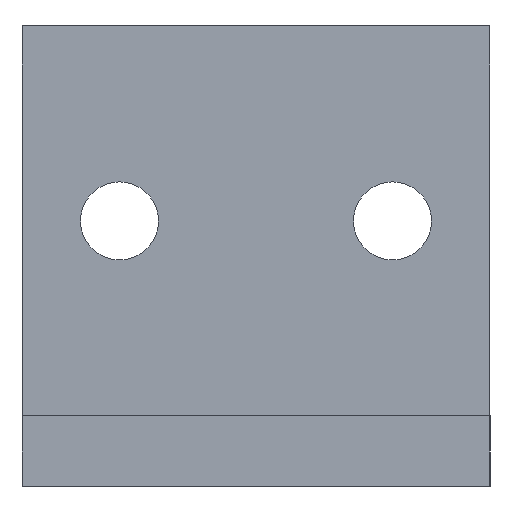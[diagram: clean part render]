
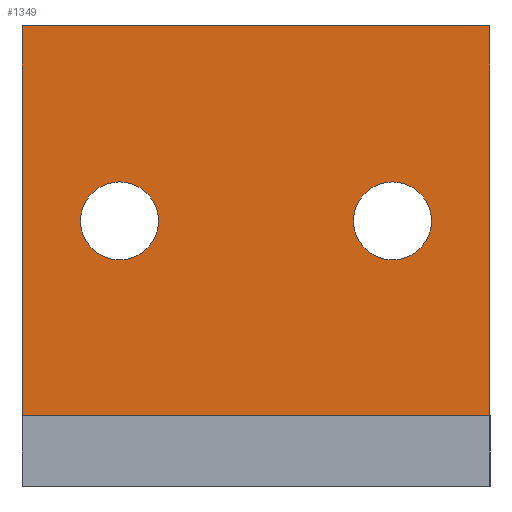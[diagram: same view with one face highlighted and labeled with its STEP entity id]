
A CAD part, left-side view. The second image highlights one B-rep face of the part: STEP entity #1349.
In plain terms, the highlighted planar face has unit normal (-1, 0, 0).
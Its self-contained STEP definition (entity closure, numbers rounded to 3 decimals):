
#638 = VERTEX_POINT('',#639);
#639 = CARTESIAN_POINT('',(-18.4,-6.,1.8));
#653 = PLANE('',#654);
#654 = AXIS2_PLACEMENT_3D('',#655,#656,#657);
#655 = CARTESIAN_POINT('',(-16.6,-6.,1.8));
#656 = DIRECTION('',(0.,-1.,0.));
#657 = DIRECTION('',(-1.,0.,0.));
#681 = PLANE('',#682);
#682 = AXIS2_PLACEMENT_3D('',#683,#684,#685);
#683 = CARTESIAN_POINT('',(-18.4,-6.,0.));
#684 = DIRECTION('',(-1.,0.,0.));
#685 = DIRECTION('',(0.,1.,0.));
#720 = VERTEX_POINT('',#721);
#721 = CARTESIAN_POINT('',(-18.4,6.,1.8));
#756 = PLANE('',#757);
#757 = AXIS2_PLACEMENT_3D('',#758,#759,#760);
#758 = CARTESIAN_POINT('',(-18.4,6.,1.8));
#759 = DIRECTION('',(0.,1.,0.));
#760 = DIRECTION('',(1.,0.,0.));
#834 = PLANE('',#835);
#835 = AXIS2_PLACEMENT_3D('',#836,#837,#838);
#836 = CARTESIAN_POINT('',(-18.4,6.,11.8));
#837 = DIRECTION('',(0.,0.,1.));
#838 = DIRECTION('',(1.,0.,0.));
#954 = CYLINDRICAL_SURFACE('',#955,1.);
#955 = AXIS2_PLACEMENT_3D('',#956,#957,#958);
#956 = CARTESIAN_POINT('',(-16.6,-3.5,6.8));
#957 = DIRECTION('',(1.,0.,0.));
#958 = DIRECTION('',(0.,1.,0.));
#985 = CYLINDRICAL_SURFACE('',#986,1.);
#986 = AXIS2_PLACEMENT_3D('',#987,#988,#989);
#987 = CARTESIAN_POINT('',(-16.6,3.5,6.8));
#988 = DIRECTION('',(1.,0.,0.));
#989 = DIRECTION('',(0.,1.,0.));
#1089 = EDGE_CURVE('',#638,#720,#1090,.T.);
#1090 = SURFACE_CURVE('',#1091,(#1095,#1102),.PCURVE_S1.);
#1091 = LINE('',#1092,#1093);
#1092 = CARTESIAN_POINT('',(-18.4,-6.,1.8));
#1093 = VECTOR('',#1094,1.);
#1094 = DIRECTION('',(0.,1.,0.));
#1095 = PCURVE('',#681,#1096);
#1096 = DEFINITIONAL_REPRESENTATION('',(#1097),#1101);
#1097 = LINE('',#1098,#1099);
#1098 = CARTESIAN_POINT('',(0.,-1.8));
#1099 = VECTOR('',#1100,1.);
#1100 = DIRECTION('',(1.,0.));
#1101 = ( GEOMETRIC_REPRESENTATION_CONTEXT(2) 
PARAMETRIC_REPRESENTATION_CONTEXT() REPRESENTATION_CONTEXT('2D SPACE',''
  ) );
#1102 = PCURVE('',#1103,#1108);
#1103 = PLANE('',#1104);
#1104 = AXIS2_PLACEMENT_3D('',#1105,#1106,#1107);
#1105 = CARTESIAN_POINT('',(-18.4,-6.,1.8));
#1106 = DIRECTION('',(-1.,0.,0.));
#1107 = DIRECTION('',(0.,1.,0.));
#1108 = DEFINITIONAL_REPRESENTATION('',(#1109),#1113);
#1109 = LINE('',#1110,#1111);
#1110 = CARTESIAN_POINT('',(0.,0.));
#1111 = VECTOR('',#1112,1.);
#1112 = DIRECTION('',(1.,0.));
#1113 = ( GEOMETRIC_REPRESENTATION_CONTEXT(2) 
PARAMETRIC_REPRESENTATION_CONTEXT() REPRESENTATION_CONTEXT('2D SPACE',''
  ) );
#1122 = VERTEX_POINT('',#1123);
#1123 = CARTESIAN_POINT('',(-18.4,-6.,11.8));
#1144 = EDGE_CURVE('',#638,#1122,#1145,.T.);
#1145 = SURFACE_CURVE('',#1146,(#1150,#1157),.PCURVE_S1.);
#1146 = LINE('',#1147,#1148);
#1147 = CARTESIAN_POINT('',(-18.4,-6.,1.8));
#1148 = VECTOR('',#1149,1.);
#1149 = DIRECTION('',(0.,0.,1.));
#1150 = PCURVE('',#653,#1151);
#1151 = DEFINITIONAL_REPRESENTATION('',(#1152),#1156);
#1152 = LINE('',#1153,#1154);
#1153 = CARTESIAN_POINT('',(1.8,0.));
#1154 = VECTOR('',#1155,1.);
#1155 = DIRECTION('',(0.,-1.));
#1156 = ( GEOMETRIC_REPRESENTATION_CONTEXT(2) 
PARAMETRIC_REPRESENTATION_CONTEXT() REPRESENTATION_CONTEXT('2D SPACE',''
  ) );
#1157 = PCURVE('',#1103,#1158);
#1158 = DEFINITIONAL_REPRESENTATION('',(#1159),#1163);
#1159 = LINE('',#1160,#1161);
#1160 = CARTESIAN_POINT('',(0.,0.));
#1161 = VECTOR('',#1162,1.);
#1162 = DIRECTION('',(0.,-1.));
#1163 = ( GEOMETRIC_REPRESENTATION_CONTEXT(2) 
PARAMETRIC_REPRESENTATION_CONTEXT() REPRESENTATION_CONTEXT('2D SPACE',''
  ) );
#1169 = EDGE_CURVE('',#720,#1170,#1172,.T.);
#1170 = VERTEX_POINT('',#1171);
#1171 = CARTESIAN_POINT('',(-18.4,6.,11.8));
#1172 = SURFACE_CURVE('',#1173,(#1177,#1184),.PCURVE_S1.);
#1173 = LINE('',#1174,#1175);
#1174 = CARTESIAN_POINT('',(-18.4,6.,1.8));
#1175 = VECTOR('',#1176,1.);
#1176 = DIRECTION('',(0.,0.,1.));
#1177 = PCURVE('',#756,#1178);
#1178 = DEFINITIONAL_REPRESENTATION('',(#1179),#1183);
#1179 = LINE('',#1180,#1181);
#1180 = CARTESIAN_POINT('',(0.,0.));
#1181 = VECTOR('',#1182,1.);
#1182 = DIRECTION('',(0.,-1.));
#1183 = ( GEOMETRIC_REPRESENTATION_CONTEXT(2) 
PARAMETRIC_REPRESENTATION_CONTEXT() REPRESENTATION_CONTEXT('2D SPACE',''
  ) );
#1184 = PCURVE('',#1103,#1185);
#1185 = DEFINITIONAL_REPRESENTATION('',(#1186),#1190);
#1186 = LINE('',#1187,#1188);
#1187 = CARTESIAN_POINT('',(12.,0.));
#1188 = VECTOR('',#1189,1.);
#1189 = DIRECTION('',(0.,-1.));
#1190 = ( GEOMETRIC_REPRESENTATION_CONTEXT(2) 
PARAMETRIC_REPRESENTATION_CONTEXT() REPRESENTATION_CONTEXT('2D SPACE',''
  ) );
#1221 = EDGE_CURVE('',#1122,#1170,#1222,.T.);
#1222 = SURFACE_CURVE('',#1223,(#1227,#1234),.PCURVE_S1.);
#1223 = LINE('',#1224,#1225);
#1224 = CARTESIAN_POINT('',(-18.4,-6.,11.8));
#1225 = VECTOR('',#1226,1.);
#1226 = DIRECTION('',(0.,1.,0.));
#1227 = PCURVE('',#834,#1228);
#1228 = DEFINITIONAL_REPRESENTATION('',(#1229),#1233);
#1229 = LINE('',#1230,#1231);
#1230 = CARTESIAN_POINT('',(0.,-12.));
#1231 = VECTOR('',#1232,1.);
#1232 = DIRECTION('',(0.,1.));
#1233 = ( GEOMETRIC_REPRESENTATION_CONTEXT(2) 
PARAMETRIC_REPRESENTATION_CONTEXT() REPRESENTATION_CONTEXT('2D SPACE',''
  ) );
#1234 = PCURVE('',#1103,#1235);
#1235 = DEFINITIONAL_REPRESENTATION('',(#1236),#1240);
#1236 = LINE('',#1237,#1238);
#1237 = CARTESIAN_POINT('',(0.,-10.));
#1238 = VECTOR('',#1239,1.);
#1239 = DIRECTION('',(1.,0.));
#1240 = ( GEOMETRIC_REPRESENTATION_CONTEXT(2) 
PARAMETRIC_REPRESENTATION_CONTEXT() REPRESENTATION_CONTEXT('2D SPACE',''
  ) );
#1247 = VERTEX_POINT('',#1248);
#1248 = CARTESIAN_POINT('',(-18.4,-2.5,6.8));
#1269 = EDGE_CURVE('',#1247,#1247,#1270,.T.);
#1270 = SURFACE_CURVE('',#1271,(#1276,#1283),.PCURVE_S1.);
#1271 = CIRCLE('',#1272,1.);
#1272 = AXIS2_PLACEMENT_3D('',#1273,#1274,#1275);
#1273 = CARTESIAN_POINT('',(-18.4,-3.5,6.8));
#1274 = DIRECTION('',(1.,0.,0.));
#1275 = DIRECTION('',(0.,1.,0.));
#1276 = PCURVE('',#954,#1277);
#1277 = DEFINITIONAL_REPRESENTATION('',(#1278),#1282);
#1278 = LINE('',#1279,#1280);
#1279 = CARTESIAN_POINT('',(0.,-1.8));
#1280 = VECTOR('',#1281,1.);
#1281 = DIRECTION('',(1.,0.));
#1282 = ( GEOMETRIC_REPRESENTATION_CONTEXT(2) 
PARAMETRIC_REPRESENTATION_CONTEXT() REPRESENTATION_CONTEXT('2D SPACE',''
  ) );
#1283 = PCURVE('',#1103,#1284);
#1284 = DEFINITIONAL_REPRESENTATION('',(#1285),#1293);
#1285 = ( BOUNDED_CURVE() B_SPLINE_CURVE(2,(#1286,#1287,#1288,#1289,
#1290,#1291,#1292),.UNSPECIFIED.,.T.,.F.) B_SPLINE_CURVE_WITH_KNOTS((1,2
    ,2,2,2,1),(-2.094,0.,2.094,4.189,
6.283,8.378),.UNSPECIFIED.) CURVE() 
GEOMETRIC_REPRESENTATION_ITEM() RATIONAL_B_SPLINE_CURVE((1.,0.5,1.,0.5,
1.,0.5,1.)) REPRESENTATION_ITEM('') );
#1286 = CARTESIAN_POINT('',(3.5,-5.));
#1287 = CARTESIAN_POINT('',(3.5,-6.732));
#1288 = CARTESIAN_POINT('',(2.,-5.866));
#1289 = CARTESIAN_POINT('',(0.5,-5.));
#1290 = CARTESIAN_POINT('',(2.,-4.134));
#1291 = CARTESIAN_POINT('',(3.5,-3.268));
#1292 = CARTESIAN_POINT('',(3.5,-5.));
#1293 = ( GEOMETRIC_REPRESENTATION_CONTEXT(2) 
PARAMETRIC_REPRESENTATION_CONTEXT() REPRESENTATION_CONTEXT('2D SPACE',''
  ) );
#1300 = VERTEX_POINT('',#1301);
#1301 = CARTESIAN_POINT('',(-18.4,4.5,6.8));
#1324 = EDGE_CURVE('',#1300,#1300,#1325,.T.);
#1325 = SURFACE_CURVE('',#1326,(#1331,#1338),.PCURVE_S1.);
#1326 = CIRCLE('',#1327,1.);
#1327 = AXIS2_PLACEMENT_3D('',#1328,#1329,#1330);
#1328 = CARTESIAN_POINT('',(-18.4,3.5,6.8));
#1329 = DIRECTION('',(1.,0.,0.));
#1330 = DIRECTION('',(0.,1.,0.));
#1331 = PCURVE('',#985,#1332);
#1332 = DEFINITIONAL_REPRESENTATION('',(#1333),#1337);
#1333 = LINE('',#1334,#1335);
#1334 = CARTESIAN_POINT('',(0.,-1.8));
#1335 = VECTOR('',#1336,1.);
#1336 = DIRECTION('',(1.,0.));
#1337 = ( GEOMETRIC_REPRESENTATION_CONTEXT(2) 
PARAMETRIC_REPRESENTATION_CONTEXT() REPRESENTATION_CONTEXT('2D SPACE',''
  ) );
#1338 = PCURVE('',#1103,#1339);
#1339 = DEFINITIONAL_REPRESENTATION('',(#1340),#1348);
#1340 = ( BOUNDED_CURVE() B_SPLINE_CURVE(2,(#1341,#1342,#1343,#1344,
#1345,#1346,#1347),.UNSPECIFIED.,.T.,.F.) B_SPLINE_CURVE_WITH_KNOTS((1,2
    ,2,2,2,1),(-2.094,0.,2.094,4.189,
6.283,8.378),.UNSPECIFIED.) CURVE() 
GEOMETRIC_REPRESENTATION_ITEM() RATIONAL_B_SPLINE_CURVE((1.,0.5,1.,0.5,
1.,0.5,1.)) REPRESENTATION_ITEM('') );
#1341 = CARTESIAN_POINT('',(10.5,-5.));
#1342 = CARTESIAN_POINT('',(10.5,-6.732));
#1343 = CARTESIAN_POINT('',(9.,-5.866));
#1344 = CARTESIAN_POINT('',(7.5,-5.));
#1345 = CARTESIAN_POINT('',(9.,-4.134));
#1346 = CARTESIAN_POINT('',(10.5,-3.268));
#1347 = CARTESIAN_POINT('',(10.5,-5.));
#1348 = ( GEOMETRIC_REPRESENTATION_CONTEXT(2) 
PARAMETRIC_REPRESENTATION_CONTEXT() REPRESENTATION_CONTEXT('2D SPACE',''
  ) );
#1349 = ADVANCED_FACE('',(#1350,#1356,#1359),#1103,.T.);
#1350 = FACE_BOUND('',#1351,.T.);
#1351 = EDGE_LOOP('',(#1352,#1353,#1354,#1355));
#1352 = ORIENTED_EDGE('',*,*,#1144,.T.);
#1353 = ORIENTED_EDGE('',*,*,#1221,.T.);
#1354 = ORIENTED_EDGE('',*,*,#1169,.F.);
#1355 = ORIENTED_EDGE('',*,*,#1089,.F.);
#1356 = FACE_BOUND('',#1357,.T.);
#1357 = EDGE_LOOP('',(#1358));
#1358 = ORIENTED_EDGE('',*,*,#1324,.T.);
#1359 = FACE_BOUND('',#1360,.T.);
#1360 = EDGE_LOOP('',(#1361));
#1361 = ORIENTED_EDGE('',*,*,#1269,.T.);
